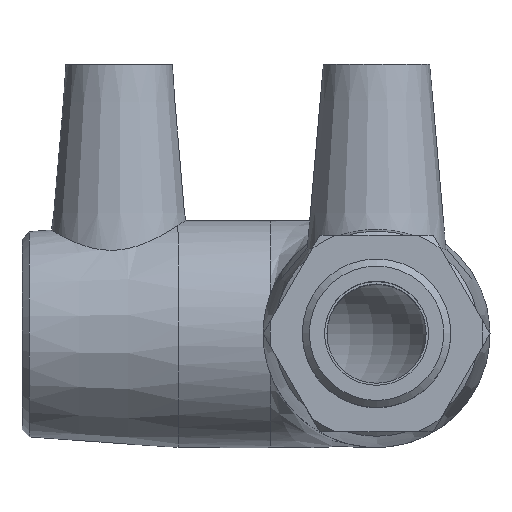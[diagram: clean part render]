
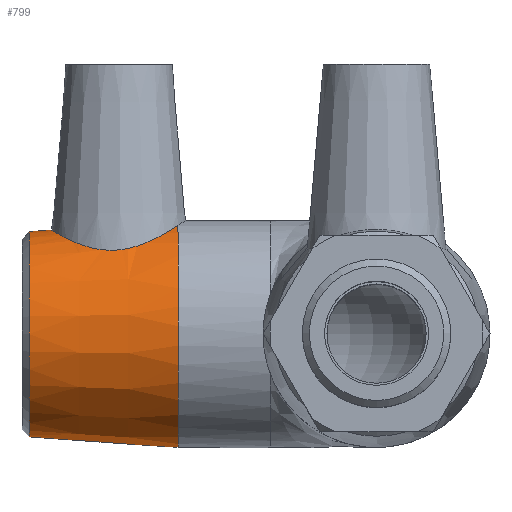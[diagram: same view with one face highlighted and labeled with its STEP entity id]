
A CAD part, top view. The second image highlights one B-rep face of the part: STEP entity #799.
In plain terms, the highlighted conical face has half-angle 4.16 degrees and reference radius 15.2 mm.
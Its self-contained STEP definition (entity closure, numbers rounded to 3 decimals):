
#17=B_SPLINE_CURVE_WITH_KNOTS('',3,(#1383,#1384,#1385,#1386,#1387,#1388,
#1389,#1390,#1391,#1392,#1393,#1394,#1395,#1396,#1397,#1398,#1399,#1400,
#1401,#1402,#1403,#1404,#1405,#1406,#1407,#1408,#1409,#1410),
 .UNSPECIFIED.,.F.,.F.,(4,2,2,2,2,2,2,2,2,2,2,2,2,4),(0.,0.181,
0.362,0.724,1.086,1.448,1.811,
2.173,2.535,2.716,2.897,3.298,
3.699,3.998),.UNSPECIFIED.);
#18=B_SPLINE_CURVE_WITH_KNOTS('',3,(#1413,#1414,#1415,#1416,#1417,#1418,
#1419,#1420),.UNSPECIFIED.,.F.,.F.,(4,2,2,4),(-1.101,-0.802,
-0.401,0.),.UNSPECIFIED.);
#127=FACE_BOUND('',#252,.T.);
#182=FACE_OUTER_BOUND('',#251,.T.);
#251=EDGE_LOOP('',(#656,#657,#658));
#252=EDGE_LOOP('',(#659));
#337=CIRCLE('',#884,14.473);
#338=CIRCLE('',#886,16.);
#413=VERTEX_POINT('',#1378);
#414=VERTEX_POINT('',#1381);
#415=VERTEX_POINT('',#1382);
#416=VERTEX_POINT('',#1411);
#509=EDGE_CURVE('',#413,#413,#337,.T.);
#510=EDGE_CURVE('',#414,#415,#17,.T.);
#511=EDGE_CURVE('',#416,#415,#338,.T.);
#512=EDGE_CURVE('',#416,#414,#18,.T.);
#656=ORIENTED_EDGE('',*,*,#510,.T.);
#657=ORIENTED_EDGE('',*,*,#511,.F.);
#658=ORIENTED_EDGE('',*,*,#512,.T.);
#659=ORIENTED_EDGE('',*,*,#509,.F.);
#764=CONICAL_SURFACE('',#885,15.2,4.16);
#799=ADVANCED_FACE('',(#182,#127),#764,.T.);
#884=AXIS2_PLACEMENT_3D('',#1379,#1062,#1063);
#885=AXIS2_PLACEMENT_3D('',#1380,#1064,#1065);
#886=AXIS2_PLACEMENT_3D('',#1412,#1066,#1067);
#1062=DIRECTION('center_axis',(-1.,0.,0.));
#1063=DIRECTION('ref_axis',(0.,-1.,0.));
#1064=DIRECTION('center_axis',(1.,0.,0.));
#1065=DIRECTION('ref_axis',(0.,1.,0.));
#1066=DIRECTION('center_axis',(1.,0.,0.));
#1067=DIRECTION('ref_axis',(0.,0.,-1.));
#1378=CARTESIAN_POINT('',(-49.003,14.473,0.));
#1379=CARTESIAN_POINT('Origin',(-49.003,0.,0.));
#1380=CARTESIAN_POINT('Origin',(-39.,0.,0.));
#1381=CARTESIAN_POINT('',(-36.8,11.848,9.775));
#1382=CARTESIAN_POINT('',(-28.,15.328,-4.588));
#1383=CARTESIAN_POINT('Ctrl Pts',(-36.8,11.848,9.775));
#1384=CARTESIAN_POINT('Ctrl Pts',(-37.402,11.814,9.747));
#1385=CARTESIAN_POINT('Ctrl Pts',(-38.015,11.831,9.658));
#1386=CARTESIAN_POINT('Ctrl Pts',(-39.214,11.962,9.354));
#1387=CARTESIAN_POINT('Ctrl Pts',(-39.802,12.076,9.14));
#1388=CARTESIAN_POINT('Ctrl Pts',(-41.471,12.511,8.334));
#1389=CARTESIAN_POINT('Ctrl Pts',(-42.461,12.921,7.572));
#1390=CARTESIAN_POINT('Ctrl Pts',(-44.016,13.653,5.876));
#1391=CARTESIAN_POINT('Ctrl Pts',(-44.695,14.031,4.816));
#1392=CARTESIAN_POINT('Ctrl Pts',(-45.607,14.558,2.482));
#1393=CARTESIAN_POINT('Ctrl Pts',(-45.838,14.703,1.207));
#1394=CARTESIAN_POINT('Ctrl Pts',(-45.838,14.703,-1.207));
#1395=CARTESIAN_POINT('Ctrl Pts',(-45.607,14.558,-2.482));
#1396=CARTESIAN_POINT('Ctrl Pts',(-44.695,14.031,-4.816));
#1397=CARTESIAN_POINT('Ctrl Pts',(-44.016,13.653,-5.876));
#1398=CARTESIAN_POINT('Ctrl Pts',(-42.461,12.921,-7.572));
#1399=CARTESIAN_POINT('Ctrl Pts',(-41.471,12.511,-8.334));
#1400=CARTESIAN_POINT('Ctrl Pts',(-39.802,12.076,-9.14));
#1401=CARTESIAN_POINT('Ctrl Pts',(-39.214,11.962,-9.354));
#1402=CARTESIAN_POINT('Ctrl Pts',(-38.015,11.831,-9.658));
#1403=CARTESIAN_POINT('Ctrl Pts',(-37.402,11.814,-9.747));
#1404=CARTESIAN_POINT('Ctrl Pts',(-35.467,11.923,-9.837));
#1405=CARTESIAN_POINT('Ctrl Pts',(-34.111,12.263,-9.594));
#1406=CARTESIAN_POINT('Ctrl Pts',(-31.667,13.199,-8.59));
#1407=CARTESIAN_POINT('Ctrl Pts',(-30.573,13.777,-7.827));
#1408=CARTESIAN_POINT('Ctrl Pts',(-29.058,14.651,-6.282));
#1409=CARTESIAN_POINT('Ctrl Pts',(-28.464,15.025,-5.482));
#1410=CARTESIAN_POINT('Ctrl Pts',(-28.,15.328,-4.588));
#1411=CARTESIAN_POINT('',(-28.,15.328,4.588));
#1412=CARTESIAN_POINT('Origin',(-28.,0.,0.));
#1413=CARTESIAN_POINT('Ctrl Pts',(-28.,15.328,4.588));
#1414=CARTESIAN_POINT('Ctrl Pts',(-28.464,15.025,5.482));
#1415=CARTESIAN_POINT('Ctrl Pts',(-29.058,14.651,6.282));
#1416=CARTESIAN_POINT('Ctrl Pts',(-30.573,13.777,7.827));
#1417=CARTESIAN_POINT('Ctrl Pts',(-31.667,13.199,8.59));
#1418=CARTESIAN_POINT('Ctrl Pts',(-34.111,12.263,9.594));
#1419=CARTESIAN_POINT('Ctrl Pts',(-35.467,11.923,9.837));
#1420=CARTESIAN_POINT('Ctrl Pts',(-36.8,11.848,9.775));
